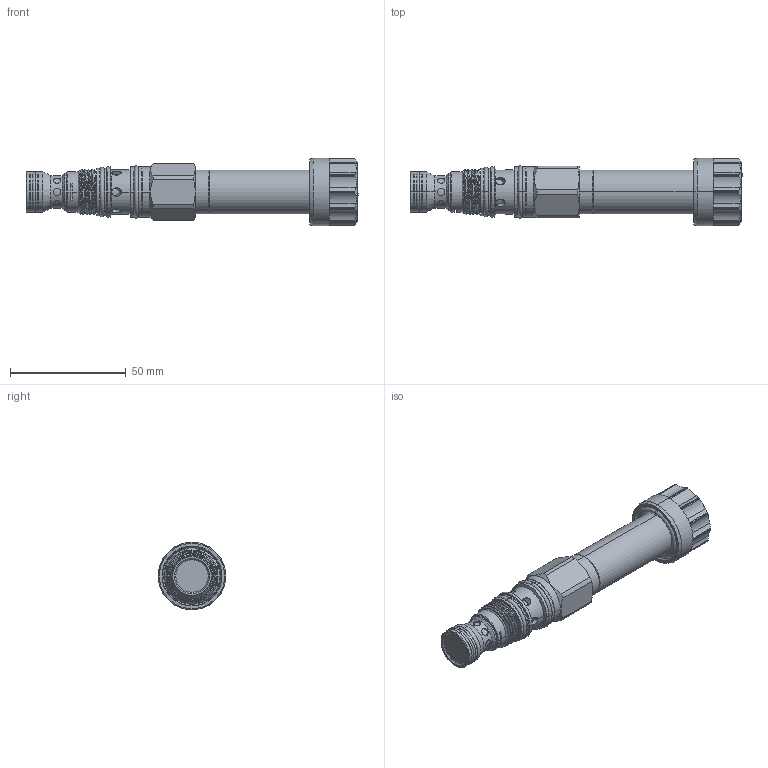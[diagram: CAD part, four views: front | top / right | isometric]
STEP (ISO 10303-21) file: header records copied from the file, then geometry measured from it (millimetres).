
FILE_DESCRIPTION (( 'STEP AP203' ), '1' );
FILE_NAME ('ES11A3D15BN04.STEP', '2024-08-15T07:30:54', ( '' ), ( '' ), 'SwSTEP 2.0', 'SolidWorks 2018', '' );
FILE_SCHEMA (( 'CONFIG_CONTROL_DESIGN' ));
Length unit declared in the file: millimetre
Products named in the file (1): ES11A3D15BN04
Bounding box: 143.62 x 29.2 x 29.2 mm (x, y, z)
Volume: 49306.7 mm3; surface area: 12516.6 mm2
Topology: 1 solids, 1 shells, 363 faces, 887 edges, 567 vertices
Faces by surface type: cylinder 175, plane 116, cone 46, bspline 14, torus 12
Entity records: 15337 total; most frequent: CARTESIAN_POINT 6940, ORIENTED_EDGE 1774, DIRECTION 1668, EDGE_CURVE 887, AXIS2_PLACEMENT_3D 627, VERTEX_POINT 567, LINE 414, VECTOR 414
